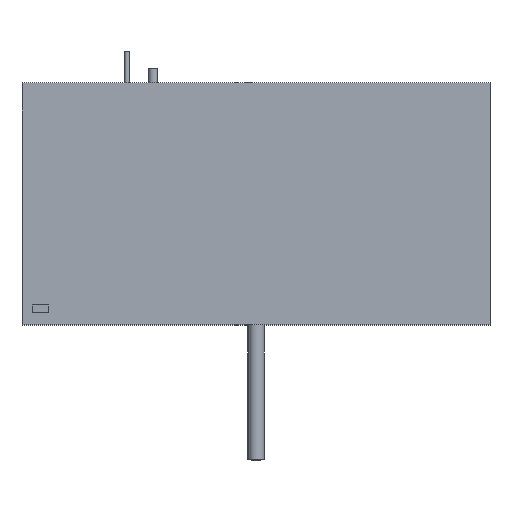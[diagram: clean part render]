
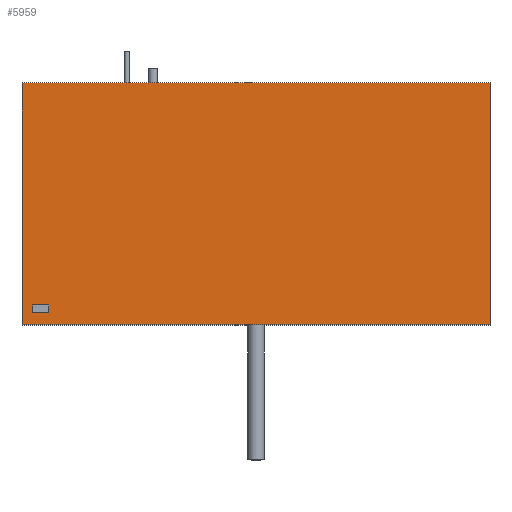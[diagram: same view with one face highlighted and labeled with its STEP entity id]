
A CAD part, top view. The second image highlights one B-rep face of the part: STEP entity #5959.
In plain terms, the highlighted planar face has unit normal (0, 0, 1).
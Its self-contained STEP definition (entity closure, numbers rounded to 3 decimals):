
#34=FACE_BOUND('',#856,.T.);
#513=FACE_OUTER_BOUND('',#855,.T.);
#855=EDGE_LOOP('',(#4187,#4188,#4189,#4190));
#856=EDGE_LOOP('',(#4191,#4192,#4193,#4194));
#1360=LINE('',#8950,#1992);
#1362=LINE('',#8954,#1994);
#1364=LINE('',#8958,#1996);
#1366=LINE('',#8961,#1998);
#1368=LINE('',#8966,#2000);
#1370=LINE('',#8970,#2002);
#1372=LINE('',#8974,#2004);
#1374=LINE('',#8977,#2006);
#1992=VECTOR('',#7089,10.);
#1994=VECTOR('',#7093,10.);
#1996=VECTOR('',#7097,10.);
#1998=VECTOR('',#7101,10.);
#2000=VECTOR('',#7105,10.);
#2002=VECTOR('',#7109,10.);
#2004=VECTOR('',#7113,10.);
#2006=VECTOR('',#7117,10.);
#2583=VERTEX_POINT('',#8947);
#2584=VERTEX_POINT('',#8949);
#2585=VERTEX_POINT('',#8953);
#2586=VERTEX_POINT('',#8957);
#2587=VERTEX_POINT('',#8963);
#2588=VERTEX_POINT('',#8965);
#2589=VERTEX_POINT('',#8969);
#2590=VERTEX_POINT('',#8973);
#3198=EDGE_CURVE('',#2584,#2583,#1360,.T.);
#3200=EDGE_CURVE('',#2585,#2584,#1362,.T.);
#3202=EDGE_CURVE('',#2586,#2585,#1364,.T.);
#3204=EDGE_CURVE('',#2583,#2586,#1366,.T.);
#3206=EDGE_CURVE('',#2588,#2587,#1368,.T.);
#3208=EDGE_CURVE('',#2589,#2588,#1370,.T.);
#3210=EDGE_CURVE('',#2590,#2589,#1372,.T.);
#3212=EDGE_CURVE('',#2587,#2590,#1374,.T.);
#4187=ORIENTED_EDGE('',*,*,#3212,.T.);
#4188=ORIENTED_EDGE('',*,*,#3210,.T.);
#4189=ORIENTED_EDGE('',*,*,#3208,.T.);
#4190=ORIENTED_EDGE('',*,*,#3206,.T.);
#4191=ORIENTED_EDGE('',*,*,#3204,.T.);
#4192=ORIENTED_EDGE('',*,*,#3202,.T.);
#4193=ORIENTED_EDGE('',*,*,#3200,.T.);
#4194=ORIENTED_EDGE('',*,*,#3198,.T.);
#5732=PLANE('',#6324);
#5959=ADVANCED_FACE('',(#513,#34),#5732,.T.);
#6324=AXIS2_PLACEMENT_3D('',#8978,#7118,#7119);
#7089=DIRECTION('',(-1.,0.,0.));
#7093=DIRECTION('',(0.,-1.,0.));
#7097=DIRECTION('',(1.,0.,0.));
#7101=DIRECTION('',(0.,1.,0.));
#7105=DIRECTION('',(0.,-1.,0.));
#7109=DIRECTION('',(-1.,0.,0.));
#7113=DIRECTION('',(0.,1.,0.));
#7117=DIRECTION('',(1.,0.,0.));
#7118=DIRECTION('center_axis',(0.,0.,1.));
#7119=DIRECTION('ref_axis',(1.,0.,0.));
#8947=CARTESIAN_POINT('',(-290.,15.5,568.));
#8949=CARTESIAN_POINT('',(-269.,15.5,568.));
#8950=CARTESIAN_POINT('',(-290.,15.5,568.));
#8953=CARTESIAN_POINT('',(-269.,25.5,568.));
#8954=CARTESIAN_POINT('',(-269.,15.5,568.));
#8957=CARTESIAN_POINT('',(-290.,25.5,568.));
#8958=CARTESIAN_POINT('',(-269.,25.5,568.));
#8961=CARTESIAN_POINT('',(-290.,25.5,568.));
#8963=CARTESIAN_POINT('',(-304.,0.,568.));
#8965=CARTESIAN_POINT('',(-304.,314.,568.));
#8966=CARTESIAN_POINT('',(-304.,0.,568.));
#8969=CARTESIAN_POINT('',(304.,314.,568.));
#8970=CARTESIAN_POINT('',(-304.,314.,568.));
#8973=CARTESIAN_POINT('',(304.,0.,568.));
#8974=CARTESIAN_POINT('',(304.,314.,568.));
#8977=CARTESIAN_POINT('',(304.,0.,568.));
#8978=CARTESIAN_POINT('Origin',(0.,157.,568.));
